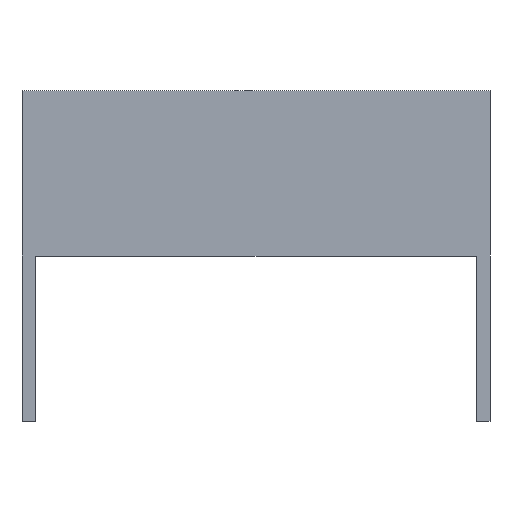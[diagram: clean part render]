
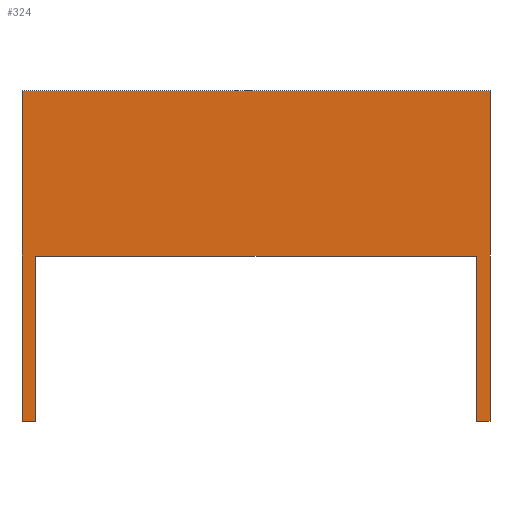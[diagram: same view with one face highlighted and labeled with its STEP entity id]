
A CAD part, front view. The second image highlights one B-rep face of the part: STEP entity #324.
In plain terms, the highlighted planar face has unit normal (0, -1, 0).
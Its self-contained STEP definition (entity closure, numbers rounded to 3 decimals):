
#44=FACE_OUTER_BOUND('',#66,.T.);
#66=EDGE_LOOP('',(#285,#286,#287,#288,#289,#290,#291,#292));
#70=LINE('',#461,#106);
#72=LINE('',#465,#108);
#75=LINE('',#471,#111);
#77=LINE('',#477,#113);
#80=LINE('',#481,#116);
#98=LINE('',#530,#134);
#100=LINE('',#534,#136);
#102=LINE('',#537,#138);
#106=VECTOR('',#375,10.);
#108=VECTOR('',#379,10.);
#111=VECTOR('',#384,10.);
#113=VECTOR('',#388,10.);
#116=VECTOR('',#393,10.);
#134=VECTOR('',#439,10.);
#136=VECTOR('',#443,10.);
#138=VECTOR('',#447,10.);
#139=VERTEX_POINT('',#454);
#142=VERTEX_POINT('',#459);
#143=VERTEX_POINT('',#463);
#145=VERTEX_POINT('',#469);
#146=VERTEX_POINT('',#473);
#148=VERTEX_POINT('',#476);
#165=VERTEX_POINT('',#529);
#166=VERTEX_POINT('',#533);
#170=EDGE_CURVE('',#139,#142,#70,.T.);
#172=EDGE_CURVE('',#142,#143,#72,.T.);
#175=EDGE_CURVE('',#145,#143,#75,.T.);
#177=EDGE_CURVE('',#146,#148,#77,.T.);
#180=EDGE_CURVE('',#148,#145,#80,.T.);
#204=EDGE_CURVE('',#165,#146,#98,.T.);
#206=EDGE_CURVE('',#166,#165,#100,.T.);
#208=EDGE_CURVE('',#166,#139,#102,.T.);
#285=ORIENTED_EDGE('',*,*,#204,.F.);
#286=ORIENTED_EDGE('',*,*,#206,.F.);
#287=ORIENTED_EDGE('',*,*,#208,.T.);
#288=ORIENTED_EDGE('',*,*,#170,.T.);
#289=ORIENTED_EDGE('',*,*,#172,.T.);
#290=ORIENTED_EDGE('',*,*,#175,.F.);
#291=ORIENTED_EDGE('',*,*,#180,.F.);
#292=ORIENTED_EDGE('',*,*,#177,.F.);
#307=PLANE('',#367);
#324=ADVANCED_FACE('',(#44),#307,.F.);
#367=AXIS2_PLACEMENT_3D('',#539,#450,#451);
#375=DIRECTION('',(1.,0.,0.));
#379=DIRECTION('',(0.,0.,1.));
#384=DIRECTION('',(-1.,0.,0.));
#388=DIRECTION('',(-1.,0.,0.));
#393=DIRECTION('',(0.,0.,1.));
#439=DIRECTION('',(0.,0.,-1.));
#443=DIRECTION('',(1.,0.,0.));
#447=DIRECTION('',(0.,0.,-1.));
#450=DIRECTION('center_axis',(0.,1.,0.));
#451=DIRECTION('ref_axis',(0.,0.,1.));
#454=CARTESIAN_POINT('',(-85.,0.,-90.));
#459=CARTESIAN_POINT('',(-80.,0.,-90.));
#461=CARTESIAN_POINT('',(-85.,0.,-90.));
#463=CARTESIAN_POINT('',(-80.,0.,-30.));
#465=CARTESIAN_POINT('',(-80.,0.,-30.));
#469=CARTESIAN_POINT('',(80.,0.,-30.));
#471=CARTESIAN_POINT('',(85.,0.,-30.));
#473=CARTESIAN_POINT('',(85.,0.,-90.));
#476=CARTESIAN_POINT('',(80.,0.,-90.));
#477=CARTESIAN_POINT('',(85.,0.,-90.));
#481=CARTESIAN_POINT('',(80.,0.,-30.));
#529=CARTESIAN_POINT('',(85.,0.,30.));
#530=CARTESIAN_POINT('',(85.,0.,30.));
#533=CARTESIAN_POINT('',(-85.,0.,30.));
#534=CARTESIAN_POINT('',(-85.,0.,30.));
#537=CARTESIAN_POINT('',(-85.,0.,-30.));
#539=CARTESIAN_POINT('Origin',(0.,0.,0.));
